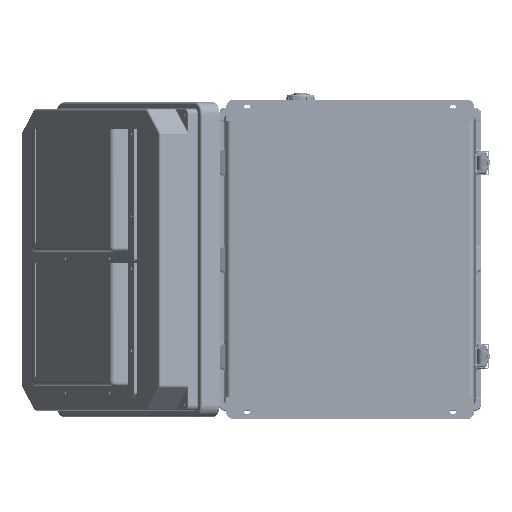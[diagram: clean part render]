
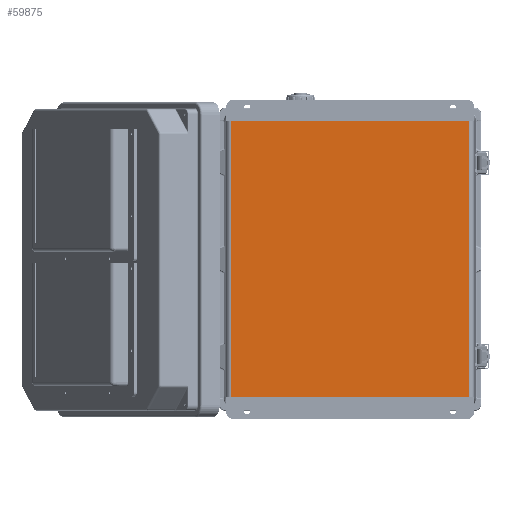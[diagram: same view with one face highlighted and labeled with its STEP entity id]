
A CAD part, front view. The second image highlights one B-rep face of the part: STEP entity #59875.
In plain terms, the highlighted planar face has unit normal (0, -1, 0).
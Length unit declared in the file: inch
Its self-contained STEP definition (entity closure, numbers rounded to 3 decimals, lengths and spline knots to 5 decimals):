
#3743 = CARTESIAN_POINT ( 'NONE',  ( 6.11811, 0.05906, -1.04331 ) ) ;
#4556 = ORIENTED_EDGE ( 'NONE', *, *, #128531, .T. ) ;
#8305 = LINE ( 'NONE', #41050, #121606 ) ;
#13158 = EDGE_LOOP ( 'NONE', ( #68268, #145597, #4556, #33768 ) ) ;
#14517 = AXIS2_PLACEMENT_3D ( 'NONE', #55038, #66307, #145571 ) ;
#20650 = VERTEX_POINT ( 'NONE', #76199 ) ;
#25718 = LINE ( 'NONE', #3743, #142600 ) ;
#27742 = CARTESIAN_POINT ( 'NONE',  ( 5.78771, 0.05906, -14.4685 ) ) ;
#30244 = DIRECTION ( 'NONE',  ( 0., 0., 1. ) ) ;
#33768 = ORIENTED_EDGE ( 'NONE', *, *, #121016, .T. ) ;
#39341 = LINE ( 'NONE', #98046, #125947 ) ;
#41050 = CARTESIAN_POINT ( 'NONE',  ( -5.78771, 0.05906, -1.04331 ) ) ;
#49980 = VERTEX_POINT ( 'NONE', #27742 ) ;
#55038 = CARTESIAN_POINT ( 'NONE',  ( 6.11811, 0.05906, -1.04331 ) ) ;
#59875 = ADVANCED_FACE ( 'NONE', ( #67618 ), #122798, .F. ) ;
#66307 = DIRECTION ( 'NONE',  ( 0., 1., 0. ) ) ;
#67618 = FACE_OUTER_BOUND ( 'NONE', #13158, .T. ) ;
#68268 = ORIENTED_EDGE ( 'NONE', *, *, #138647, .F. ) ;
#76199 = CARTESIAN_POINT ( 'NONE',  ( 5.78771, 0.05906, -1.04331 ) ) ;
#78067 = VERTEX_POINT ( 'NONE', #138479 ) ;
#79149 = CARTESIAN_POINT ( 'NONE',  ( 6.11811, 0.05906, -14.4685 ) ) ;
#82398 = DIRECTION ( 'NONE',  ( -1., 0., 0. ) ) ;
#92482 = CARTESIAN_POINT ( 'NONE',  ( -5.78771, 0.05906, -1.04331 ) ) ;
#97899 = DIRECTION ( 'NONE',  ( 0., 0., 1. ) ) ;
#98046 = CARTESIAN_POINT ( 'NONE',  ( 5.78771, 0.05906, -1.04331 ) ) ;
#100342 = LINE ( 'NONE', #79149, #126839 ) ;
#113387 = DIRECTION ( 'NONE',  ( -1., 0., 0. ) ) ;
#119287 = VERTEX_POINT ( 'NONE', #92482 ) ;
#121016 = EDGE_CURVE ( 'NONE', #20650, #119287, #25718, .T. ) ;
#121606 = VECTOR ( 'NONE', #97899, 39.37008 ) ;
#122798 = PLANE ( 'NONE',  #14517 ) ;
#124973 = EDGE_CURVE ( 'NONE', #49980, #78067, #100342, .T. ) ;
#125947 = VECTOR ( 'NONE', #30244, 39.37008 ) ;
#126839 = VECTOR ( 'NONE', #113387, 39.37008 ) ;
#128531 = EDGE_CURVE ( 'NONE', #49980, #20650, #39341, .T. ) ;
#138479 = CARTESIAN_POINT ( 'NONE',  ( -5.78771, 0.05906, -14.4685 ) ) ;
#138647 = EDGE_CURVE ( 'NONE', #78067, #119287, #8305, .T. ) ;
#142600 = VECTOR ( 'NONE', #82398, 39.37008 ) ;
#145571 = DIRECTION ( 'NONE',  ( 0., 0., 1. ) ) ;
#145597 = ORIENTED_EDGE ( 'NONE', *, *, #124973, .F. ) ;
